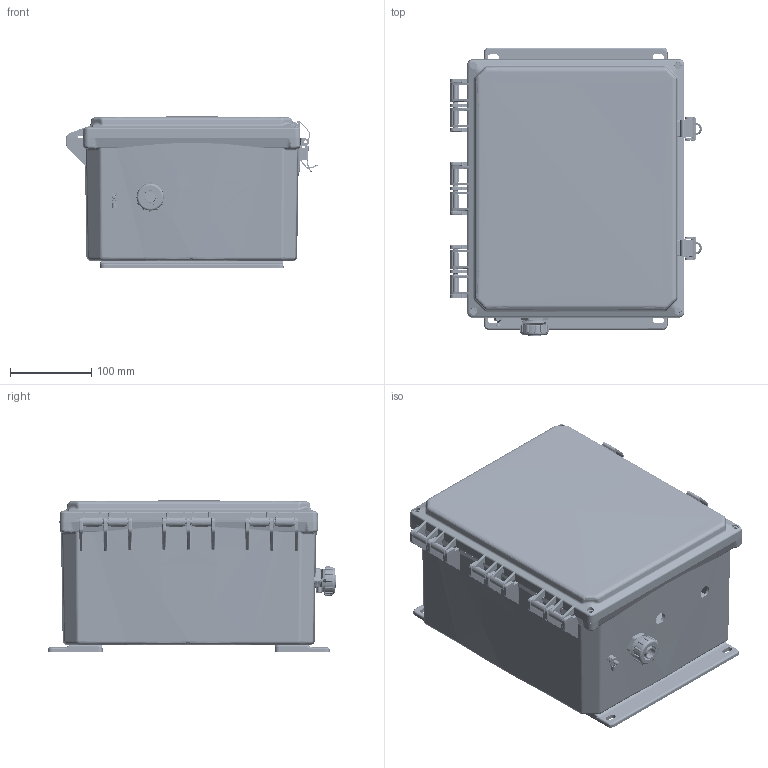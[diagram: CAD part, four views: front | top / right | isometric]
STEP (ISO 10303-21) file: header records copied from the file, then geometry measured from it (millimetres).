
FILE_DESCRIPTION (( 'STEP AP214' ), '1' );
FILE_NAME ('NBBWPC121006-1H0_3D.STEP', '2021-10-01T20:37:54', ( '' ), ( '' ), 'SwSTEP 2.0', 'SolidWorks 2021', '' );
FILE_SCHEMA (( 'AUTOMOTIVE_DESIGN' ));
Length unit declared in the file: inch
Products named in the file (36): XFW-0020; XMH-0010; XERZ-V20D241; XC-0003_.06 panel; NBPC12-RP100; XFS-0066_90272A147; XMH-0006; XCTB-0002; X-ASSY-HYP285-1; XFS-0006; XFW-0002; NBPC121006_10in. mtg flange; NBPC121006_latch; GroundWire_NBPC121006-100; X-PCB-HYP285; NBPC121006_box; XFN-0022; XFN-0013; XFS-0031; XLBL-F704-UL_With Actual Text; 10-32 NEMA PLATE SCREW; 1BE04-074; 1AW05-082_With Actual Text; XFN-0003; 1AW05-083_With Actual Text; XCT-0005; XFS-0032_91735A151; XFS-0026; XFS-0017; XFW-0004; XCT-0010; XF797-01; NBBWPC121006-1H0_3D; NBPC121006_lid; XR0470-0001; XMH-0007
Assembly tree (66 placements, depth 4):
  NBBWPC121006-1H0_3D
    NBPC121006_box
    NBPC121006_latch  x2
    NBPC121006_lid
    NBPC121006_10in. mtg flange  x2
    NBPC12-RP100
      1BE04-074
      XMH-0010
      XFS-0006
      XFW-0004  x2
      XFN-0022  x2
      X-ASSY-HYP285-1
        X-PCB-HYP285
        XERZ-V20D241  x3
      XFS-0066_90272A147  x2
      XFS-0017  x4
      XCTB-0002
      XFS-0032_91735A151  x2
      XFN-0013  x2
      1AW05-082_With Actual Text
      1AW05-083_With Actual Text
      XLBL-F704-UL_With Actual Text
      XFW-0020
      XF797-01
    XFW-0002  x5
    10-32 NEMA PLATE SCREW  x4
    XFS-0026
    XCT-0010  x2
    XFS-0017  x5
    XFN-0003  x2
    XCT-0005
    XC-0003_.06 panel
    GroundWire_NBPC121006-100
    XMH-0007  x4
    XMH-0006
    XFS-0031  x2
    XR0470-0001  x2
Bounding box: 309.86 x 355.99 x 186.69 mm (x, y, z)
Volume: 1916474.5 mm3; surface area: 1088221.5 mm2
Topology: 68 solids, 70 shells, 7496 faces, 18722 edges, 11334 vertices
Faces by surface type: plane 2628, cylinder 2221, bspline 1580, cone 868, torus 171, sphere 28
Full cylindrical faces by diameter (mm): 1.102 x1, 1.27 x6, 1.397 x6, 1.778 x6, 1.905 x4, 1.956 x4, 2.845 x23, 3.175 x2, 3.3 x4, 3.302 x12, 3.429 x1, 3.607 x1, 3.683 x2, 3.81 x3, 3.886 x4, 3.934 x1, 3.962 x2, 3.969 x1, 4.064 x10, 4.177 x4, 4.47 x1, 4.496 x4, 4.572 x4, 5.004 x1, 5.08 x2, 5.182 x1, 5.639 x1, 5.893 x4, 6.147 x6, 6.35 x6
Entity records: 263419 total; most frequent: CARTESIAN_POINT 129144, ORIENTED_EDGE 25602, DIRECTION 18788, EDGE_CURVE 12801, VERTEX_POINT 8154, AXIS2_PLACEMENT_3D 6466, EDGE_LOOP 6253, VECTOR 5856
